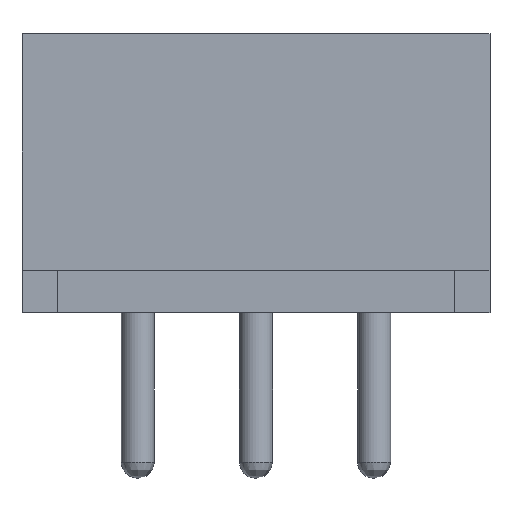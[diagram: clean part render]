
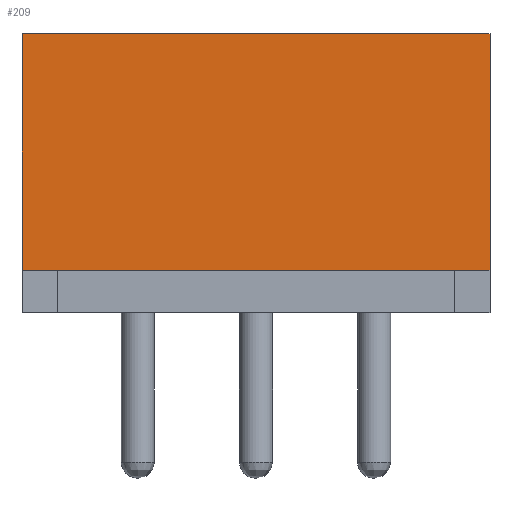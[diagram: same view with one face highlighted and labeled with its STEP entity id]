
A CAD part, front view. The second image highlights one B-rep face of the part: STEP entity #209.
In plain terms, the highlighted planar face has unit normal (0, -1, 0).
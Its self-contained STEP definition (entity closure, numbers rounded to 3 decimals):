
#209 = ADVANCED_FACE( '', ( #411 ), #412, .T. );
#411 = FACE_OUTER_BOUND( '', #648, .T. );
#412 = PLANE( '', #649 );
#648 = EDGE_LOOP( '', ( #1063, #1064, #1065, #1066 ) );
#649 = AXIS2_PLACEMENT_3D( '', #1067, #1068, #1069 );
#1063 = ORIENTED_EDGE( '', *, *, #1430, .F. );
#1064 = ORIENTED_EDGE( '', *, *, #1431, .T. );
#1065 = ORIENTED_EDGE( '', *, *, #1372, .T. );
#1066 = ORIENTED_EDGE( '', *, *, #1432, .T. );
#1067 = CARTESIAN_POINT( '', ( 4.95, -2.45, -2.95 ) );
#1068 = DIRECTION( '', ( 0., -1., 0. ) );
#1069 = DIRECTION( '', ( 0., 0., -1. ) );
#1372 = EDGE_CURVE( '', #1639, #1637, #1640, .T. );
#1430 = EDGE_CURVE( '', #1717, #1718, #1719, .T. );
#1431 = EDGE_CURVE( '', #1717, #1639, #1720, .T. );
#1432 = EDGE_CURVE( '', #1637, #1718, #1721, .T. );
#1637 = VERTEX_POINT( '', #1999 );
#1639 = VERTEX_POINT( '', #2002 );
#1640 = LINE( '', #2003, #2004 );
#1717 = VERTEX_POINT( '', #2120 );
#1718 = VERTEX_POINT( '', #2121 );
#1719 = LINE( '', #2122, #2123 );
#1720 = LINE( '', #2124, #2125 );
#1721 = LINE( '', #2126, #2127 );
#1999 = CARTESIAN_POINT( '', ( 4.95, -2.45, 2.95 ) );
#2002 = CARTESIAN_POINT( '', ( 4.95, -2.45, -2.05 ) );
#2003 = CARTESIAN_POINT( '', ( 4.95, -2.45, -2.95 ) );
#2004 = VECTOR( '', #2275, 1000. );
#2120 = CARTESIAN_POINT( '', ( -4.95, -2.45, -2.05 ) );
#2121 = CARTESIAN_POINT( '', ( -4.95, -2.45, 2.95 ) );
#2122 = CARTESIAN_POINT( '', ( -4.95, -2.45, -2.95 ) );
#2123 = VECTOR( '', #2327, 1000. );
#2124 = CARTESIAN_POINT( '', ( 4.2, -2.45, -2.05 ) );
#2125 = VECTOR( '', #2328, 1000. );
#2126 = CARTESIAN_POINT( '', ( 4.95, -2.45, 2.95 ) );
#2127 = VECTOR( '', #2329, 1000. );
#2275 = DIRECTION( '', ( 0., 0., 1. ) );
#2327 = DIRECTION( '', ( 0., 0., 1. ) );
#2328 = DIRECTION( '', ( 1., 0., 0. ) );
#2329 = DIRECTION( '', ( -1., 0., 0. ) );
